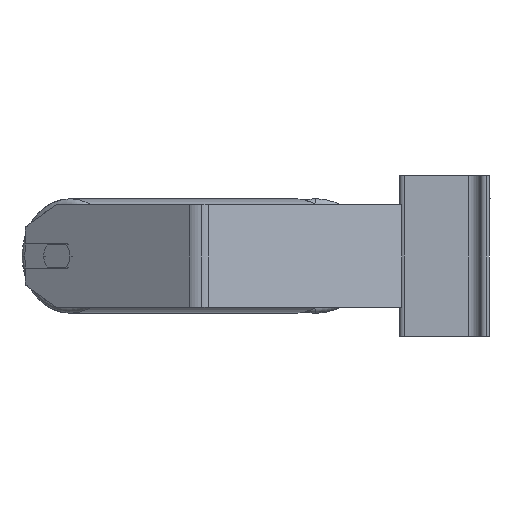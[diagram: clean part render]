
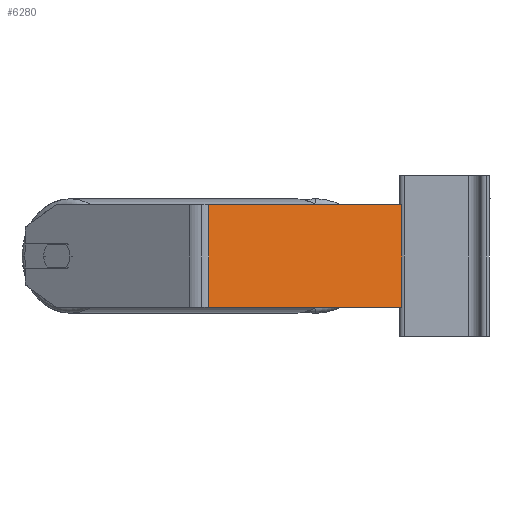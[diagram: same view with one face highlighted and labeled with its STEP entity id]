
A CAD part, left-side view. The second image highlights one B-rep face of the part: STEP entity #6280.
In plain terms, the highlighted planar face has unit normal (-0.94, -0.342, 0).
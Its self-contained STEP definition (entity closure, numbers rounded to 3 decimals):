
#706 = CARTESIAN_POINT ( 'NONE',  ( -487.518, 15.948, 40. ) ) ;
#922 = DIRECTION ( 'NONE',  ( 0.342, -0.94, 0. ) ) ;
#1301 = DIRECTION ( 'NONE',  ( 0., 0., -1. ) ) ;
#1505 = ORIENTED_EDGE ( 'NONE', *, *, #7325, .T. ) ;
#1518 = DIRECTION ( 'NONE',  ( 0.94, 0.342, 0. ) ) ;
#1568 = CARTESIAN_POINT ( 'NONE',  ( -544.999, 173.877, 40. ) ) ;
#2227 = CARTESIAN_POINT ( 'NONE',  ( -544.999, 173.877, 40. ) ) ;
#2599 = CARTESIAN_POINT ( 'NONE',  ( -544.999, 173.877, -40. ) ) ;
#3083 = DIRECTION ( 'NONE',  ( -0.342, 0.94, 0. ) ) ;
#3417 = CARTESIAN_POINT ( 'NONE',  ( -542.15, 166.05, 40. ) ) ;
#3424 = ORIENTED_EDGE ( 'NONE', *, *, #4975, .T. ) ;
#4273 = DIRECTION ( 'NONE',  ( 0., 0., -1. ) ) ;
#4906 = VECTOR ( 'NONE', #922, 1000. ) ;
#4975 = EDGE_CURVE ( 'NONE', #9097, #7020, #8372, .T. ) ;
#5992 = VERTEX_POINT ( 'NONE', #9975 ) ;
#6153 = EDGE_CURVE ( 'NONE', #8677, #5992, #8042, .T. ) ;
#6280 = ADVANCED_FACE ( 'NONE', ( #10684 ), #9069, .F. ) ;
#6586 = ORIENTED_EDGE ( 'NONE', *, *, #6153, .F. ) ;
#6947 = EDGE_LOOP ( 'NONE', ( #1505, #6586, #9323, #3424 ) ) ;
#7020 = VERTEX_POINT ( 'NONE', #10536 ) ;
#7325 = EDGE_CURVE ( 'NONE', #7020, #5992, #10249, .T. ) ;
#7553 = AXIS2_PLACEMENT_3D ( 'NONE', #1568, #1518, #3083 ) ;
#7657 = CARTESIAN_POINT ( 'NONE',  ( -542.15, 166.05, 40. ) ) ;
#8042 = LINE ( 'NONE', #10636, #9883 ) ;
#8372 = LINE ( 'NONE', #3417, #9393 ) ;
#8677 = VERTEX_POINT ( 'NONE', #706 ) ;
#9069 = PLANE ( 'NONE',  #7553 ) ;
#9097 = VERTEX_POINT ( 'NONE', #7657 ) ;
#9323 = ORIENTED_EDGE ( 'NONE', *, *, #9804, .F. ) ;
#9393 = VECTOR ( 'NONE', #4273, 1000. ) ;
#9804 = EDGE_CURVE ( 'NONE', #9097, #8677, #10706, .T. ) ;
#9857 = VECTOR ( 'NONE', #10656, 1000. ) ;
#9883 = VECTOR ( 'NONE', #1301, 1000. ) ;
#9975 = CARTESIAN_POINT ( 'NONE',  ( -487.518, 15.948, -40. ) ) ;
#10249 = LINE ( 'NONE', #2599, #4906 ) ;
#10536 = CARTESIAN_POINT ( 'NONE',  ( -542.15, 166.05, -40. ) ) ;
#10636 = CARTESIAN_POINT ( 'NONE',  ( -487.518, 15.948, 40. ) ) ;
#10656 = DIRECTION ( 'NONE',  ( 0.342, -0.94, 0. ) ) ;
#10684 = FACE_OUTER_BOUND ( 'NONE', #6947, .T. ) ;
#10706 = LINE ( 'NONE', #2227, #9857 ) ;
